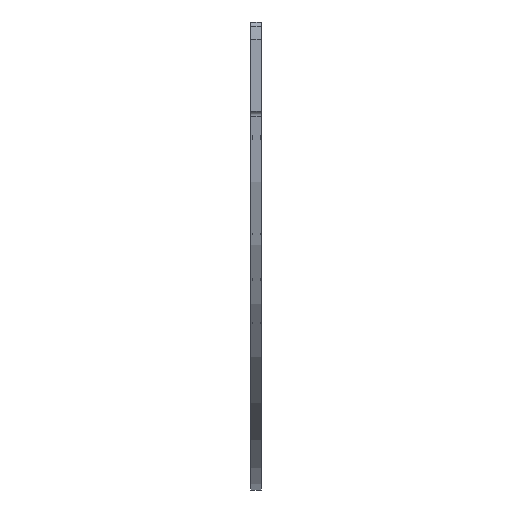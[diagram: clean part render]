
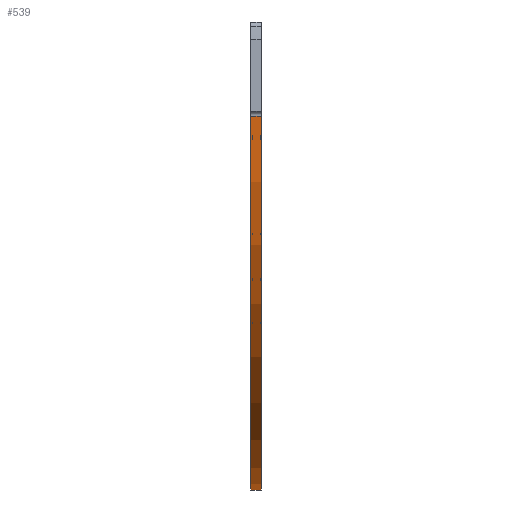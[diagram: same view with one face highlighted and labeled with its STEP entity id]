
A CAD part, left-side view. The second image highlights one B-rep face of the part: STEP entity #539.
In plain terms, the highlighted cylindrical face has radius 373 mm (diameter 746 mm), a partial arc.
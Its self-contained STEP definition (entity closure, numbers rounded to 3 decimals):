
#203=CYLINDRICAL_SURFACE('',#7723,373.);
#329=FACE_OUTER_BOUND('',#2949,.T.);
#539=ADVANCED_FACE('',(#329),#203,.T.);
#1286=LINE('',#11636,#1492);
#1287=LINE('',#11637,#1493);
#1492=VECTOR('',#8729,1.);
#1493=VECTOR('',#8730,1.);
#1771=CIRCLE('',#7643,373.);
#1837=CIRCLE('',#7710,373.);
#2949=EDGE_LOOP('',(#4076,#4077,#4078,#4079));
#4076=ORIENTED_EDGE('',*,*,#6583,.F.);
#4077=ORIENTED_EDGE('',*,*,#6604,.T.);
#4078=ORIENTED_EDGE('',*,*,#6510,.T.);
#4079=ORIENTED_EDGE('',*,*,#6605,.T.);
#5786=VERTEX_POINT('',#11450);
#5787=VERTEX_POINT('',#11452);
#5859=VERTEX_POINT('',#11597);
#5860=VERTEX_POINT('',#11599);
#6510=EDGE_CURVE('',#5787,#5786,#1771,.T.);
#6583=EDGE_CURVE('',#5859,#5860,#1837,.T.);
#6604=EDGE_CURVE('',#5859,#5787,#1286,.T.);
#6605=EDGE_CURVE('',#5786,#5860,#1287,.T.);
#7643=AXIS2_PLACEMENT_3D('',#11451,#8545,#8546);
#7710=AXIS2_PLACEMENT_3D('',#11598,#8686,#8687);
#7723=AXIS2_PLACEMENT_3D('',#11638,#8731,#8732);
#8545=DIRECTION('',(0.,-1.,0.));
#8546=DIRECTION('',(1.,0.,0.));
#8686=DIRECTION('',(0.,-1.,0.));
#8687=DIRECTION('',(1.,0.,0.));
#8729=DIRECTION('',(0.,1.,0.));
#8730=DIRECTION('',(0.,-1.,0.));
#8731=DIRECTION('',(0.,1.,0.));
#8732=DIRECTION('',(0.,0.,1.));
#11450=CARTESIAN_POINT('',(372.894,5.,-8.881));
#11451=CARTESIAN_POINT('',(0.,5.,0.));
#11452=CARTESIAN_POINT('',(-372.894,5.,-8.881));
#11597=CARTESIAN_POINT('',(-372.894,-5.,-8.881));
#11598=CARTESIAN_POINT('',(0.,-5.,0.));
#11599=CARTESIAN_POINT('',(372.894,-5.,-8.881));
#11636=CARTESIAN_POINT('',(-372.894,-5.,-8.881));
#11637=CARTESIAN_POINT('',(372.894,-5.,-8.881));
#11638=CARTESIAN_POINT('',(0.,-5.,0.));
